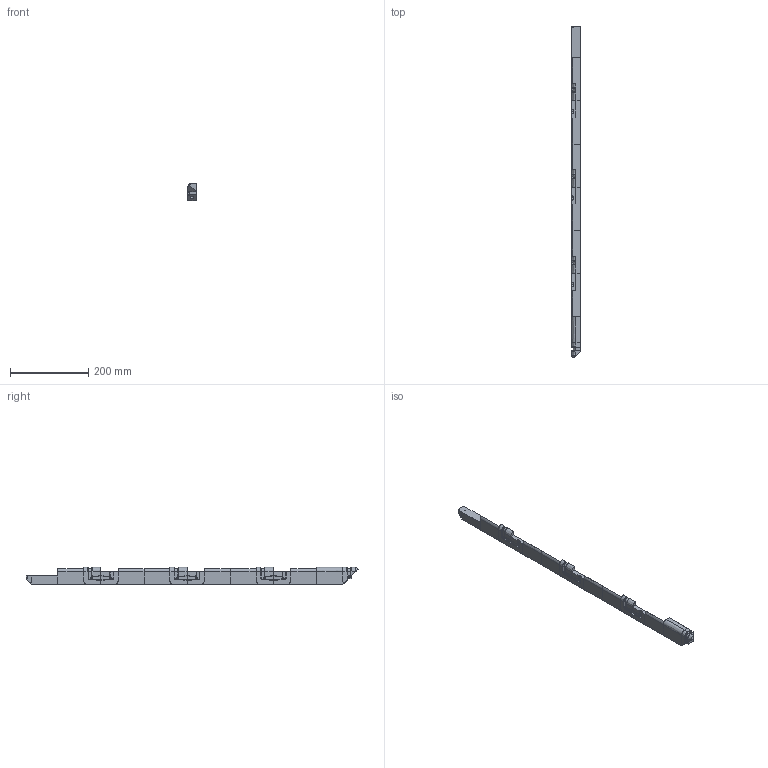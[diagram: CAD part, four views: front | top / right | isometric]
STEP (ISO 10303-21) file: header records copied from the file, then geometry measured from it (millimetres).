
FILE_DESCRIPTION(/* description */ (''),/* implementation_level */ '2;1');
FILE_NAME(/* name */ 'Bamboo 22x44x88 cm x Faccia Frontale',/* time_stamp */ '2023-10-30T03:54:03+01:00',/* author */ (''),/* organization */ (''),/* preprocessor_version */ 'ST-DEVELOPER v18.1',/* originating_system */ '',/* authorisation */ '');
FILE_SCHEMA (('AUTOMOTIVE_DESIGN { 1 0 10303 214 3 1 1 }'));
Bounding box: 22 x 846.01 x 44 mm (x, y, z)
Surface area: 100895.9 mm2 (no closed solid volume)
Topology: 0 solids, 384 shells, 384 faces, 1781 edges, 1750 vertices
Faces by surface type: bspline 338, cylinder 46
Entity records: 39585 total; most frequent: CARTESIAN_POINT 29801, ORIENTED_EDGE 1782, EDGE_CURVE 1766, VERTEX_POINT 1750, B_SPLINE_CURVE_WITH_KNOTS 1484, EDGE_LOOP 400, STYLED_ITEM 384, FACE_OUTER_BOUND 384
